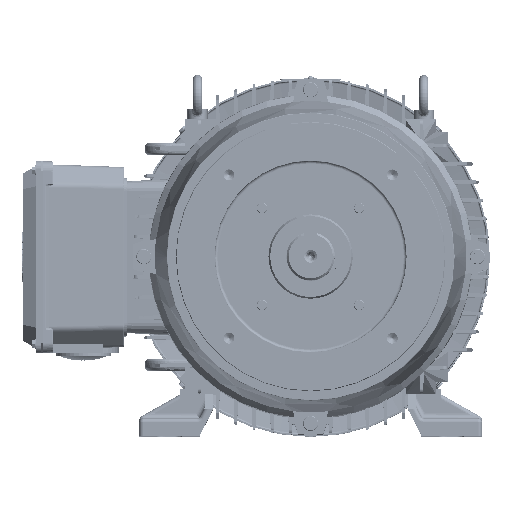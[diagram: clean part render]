
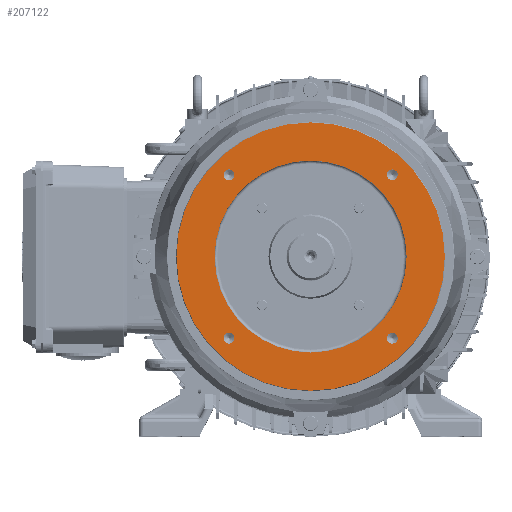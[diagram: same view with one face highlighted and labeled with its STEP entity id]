
A CAD part, top view. The second image highlights one B-rep face of the part: STEP entity #207122.
In plain terms, the highlighted planar face has unit normal (0, 0, 1).
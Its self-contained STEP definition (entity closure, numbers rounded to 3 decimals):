
#471 = CARTESIAN_POINT ( 'NONE',  ( -86.18, 80.822, 15. ) ) ;
#2515 = EDGE_LOOP ( 'NONE', ( #49245, #123402 ) ) ;
#5278 = PLANE ( 'NONE',  #37663 ) ;
#6702 = CIRCLE ( 'NONE', #130797, 95. ) ;
#11766 = CIRCLE ( 'NONE', #38429, 95. ) ;
#12056 = VERTEX_POINT ( 'NONE', #42665 ) ;
#13309 = EDGE_CURVE ( 'NONE', #22958, #172499, #36051, .T. ) ;
#19616 = ORIENTED_EDGE ( 'NONE', *, *, #155264, .F. ) ;
#21785 = CARTESIAN_POINT ( 'NONE',  ( 0., 0., 15. ) ) ;
#22958 = VERTEX_POINT ( 'NONE', #124244 ) ;
#24295 = DIRECTION ( 'NONE',  ( 0., 0., -1. ) ) ;
#24366 = EDGE_CURVE ( 'NONE', #90223, #186069, #6702, .T. ) ;
#25181 = CARTESIAN_POINT ( 'NONE',  ( 0., 95., 15. ) ) ;
#26588 = ORIENTED_EDGE ( 'NONE', *, *, #193880, .F. ) ;
#28698 = DIRECTION ( 'NONE',  ( 0., 0., 1. ) ) ;
#29695 = EDGE_CURVE ( 'NONE', #71705, #118130, #75630, .T. ) ;
#30197 = CIRCLE ( 'NONE', #58689, 5.358 ) ;
#36051 = CIRCLE ( 'NONE', #36389, 5.358 ) ;
#36389 = AXIS2_PLACEMENT_3D ( 'NONE', #147037, #28698, #166785 ) ;
#37663 = AXIS2_PLACEMENT_3D ( 'NONE', #25181, #24295, #183077 ) ;
#38429 = AXIS2_PLACEMENT_3D ( 'NONE', #168919, #50690, #188775 ) ;
#41677 = DIRECTION ( 'NONE',  ( 1., 0., 0. ) ) ;
#41907 = CARTESIAN_POINT ( 'NONE',  ( 75.464, -80.822, 15. ) ) ;
#42113 = EDGE_CURVE ( 'NONE', #12056, #238640, #135196, .T. ) ;
#42665 = CARTESIAN_POINT ( 'NONE',  ( 75.464, 80.822, 15. ) ) ;
#44894 = CIRCLE ( 'NONE', #175276, 132.773 ) ;
#49245 = ORIENTED_EDGE ( 'NONE', *, *, #76497, .F. ) ;
#50690 = DIRECTION ( 'NONE',  ( 0., 0., 1. ) ) ;
#53761 = CARTESIAN_POINT ( 'NONE',  ( -80.822, 80.822, 15. ) ) ;
#58689 = AXIS2_PLACEMENT_3D ( 'NONE', #83584, #221849, #103425 ) ;
#59169 = CARTESIAN_POINT ( 'NONE',  ( 132.773, 0., 15. ) ) ;
#62443 = AXIS2_PLACEMENT_3D ( 'NONE', #215851, #97470, #235788 ) ;
#68299 = AXIS2_PLACEMENT_3D ( 'NONE', #85614, #223881, #105486 ) ;
#70145 = CARTESIAN_POINT ( 'NONE',  ( 0., 0., 15. ) ) ;
#71705 = VERTEX_POINT ( 'NONE', #41907 ) ;
#73539 = DIRECTION ( 'NONE',  ( 1., 0., 0. ) ) ;
#75630 = CIRCLE ( 'NONE', #62443, 5.358 ) ;
#76497 = EDGE_CURVE ( 'NONE', #238640, #12056, #195026, .T. ) ;
#82112 = VERTEX_POINT ( 'NONE', #59169 ) ;
#82364 = CARTESIAN_POINT ( 'NONE',  ( 80.822, 80.822, 15. ) ) ;
#83584 = CARTESIAN_POINT ( 'NONE',  ( -80.822, 80.822, 15. ) ) ;
#85614 = CARTESIAN_POINT ( 'NONE',  ( -80.822, -80.822, 15. ) ) ;
#88011 = FACE_OUTER_BOUND ( 'NONE', #90766, .T. ) ;
#89940 = DIRECTION ( 'NONE',  ( 1., 0., 0. ) ) ;
#90223 = VERTEX_POINT ( 'NONE', #214499 ) ;
#90766 = EDGE_LOOP ( 'NONE', ( #187166, #108207 ) ) ;
#91681 = VERTEX_POINT ( 'NONE', #253640 ) ;
#93000 = CARTESIAN_POINT ( 'NONE',  ( 80.822, -80.822, 15. ) ) ;
#94150 = DIRECTION ( 'NONE',  ( 0., 0., 1. ) ) ;
#94183 = FACE_BOUND ( 'NONE', #113074, .T. ) ;
#97470 = DIRECTION ( 'NONE',  ( 0., 0., 1. ) ) ;
#98682 = EDGE_CURVE ( 'NONE', #186069, #90223, #11766, .T. ) ;
#102206 = DIRECTION ( 'NONE',  ( 1., 0., 0. ) ) ;
#103425 = DIRECTION ( 'NONE',  ( 1., 0., 0. ) ) ;
#104463 = DIRECTION ( 'NONE',  ( 0., 0., 1. ) ) ;
#105486 = DIRECTION ( 'NONE',  ( 1., 0., 0. ) ) ;
#107946 = AXIS2_PLACEMENT_3D ( 'NONE', #53761, #191828, #73539 ) ;
#108207 = ORIENTED_EDGE ( 'NONE', *, *, #150650, .T. ) ;
#108635 = EDGE_CURVE ( 'NONE', #172499, #22958, #115739, .T. ) ;
#109961 = ORIENTED_EDGE ( 'NONE', *, *, #182395, .F. ) ;
#112858 = DIRECTION ( 'NONE',  ( 1., 0., 0. ) ) ;
#113074 = EDGE_LOOP ( 'NONE', ( #109961, #19616 ) ) ;
#115739 = CIRCLE ( 'NONE', #68299, 5.358 ) ;
#118130 = VERTEX_POINT ( 'NONE', #253912 ) ;
#119716 = AXIS2_PLACEMENT_3D ( 'NONE', #93000, #231264, #112858 ) ;
#120915 = CIRCLE ( 'NONE', #119716, 5.358 ) ;
#123402 = ORIENTED_EDGE ( 'NONE', *, *, #42113, .F. ) ;
#124244 = CARTESIAN_POINT ( 'NONE',  ( -86.18, -80.822, 15. ) ) ;
#130797 = AXIS2_PLACEMENT_3D ( 'NONE', #222878, #104463, #242859 ) ;
#131828 = ORIENTED_EDGE ( 'NONE', *, *, #13309, .F. ) ;
#132012 = VERTEX_POINT ( 'NONE', #223025 ) ;
#133365 = EDGE_CURVE ( 'NONE', #132012, #82112, #44894, .T. ) ;
#135196 = CIRCLE ( 'NONE', #163060, 5.358 ) ;
#137964 = ORIENTED_EDGE ( 'NONE', *, *, #24366, .F. ) ;
#140653 = FACE_BOUND ( 'NONE', #206598, .T. ) ;
#140992 = VERTEX_POINT ( 'NONE', #471 ) ;
#143600 = AXIS2_PLACEMENT_3D ( 'NONE', #70145, #208274, #89940 ) ;
#147037 = CARTESIAN_POINT ( 'NONE',  ( -80.822, -80.822, 15. ) ) ;
#150650 = EDGE_CURVE ( 'NONE', #82112, #132012, #223380, .T. ) ;
#155264 = EDGE_CURVE ( 'NONE', #140992, #91681, #187953, .T. ) ;
#156618 = CARTESIAN_POINT ( 'NONE',  ( -75.464, -80.822, 15. ) ) ;
#159869 = DIRECTION ( 'NONE',  ( 0., 0., 1. ) ) ;
#160991 = AXIS2_PLACEMENT_3D ( 'NONE', #82364, #220600, #102206 ) ;
#163060 = AXIS2_PLACEMENT_3D ( 'NONE', #212567, #94150, #232468 ) ;
#166785 = DIRECTION ( 'NONE',  ( 1., 0., 0. ) ) ;
#167367 = EDGE_LOOP ( 'NONE', ( #200473, #131828 ) ) ;
#168919 = CARTESIAN_POINT ( 'NONE',  ( 0., 0., 15. ) ) ;
#172499 = VERTEX_POINT ( 'NONE', #156618 ) ;
#175276 = AXIS2_PLACEMENT_3D ( 'NONE', #21785, #159869, #41677 ) ;
#182395 = EDGE_CURVE ( 'NONE', #91681, #140992, #30197, .T. ) ;
#183077 = DIRECTION ( 'NONE',  ( -1., 0., 0. ) ) ;
#186069 = VERTEX_POINT ( 'NONE', #229424 ) ;
#187166 = ORIENTED_EDGE ( 'NONE', *, *, #133365, .T. ) ;
#187953 = CIRCLE ( 'NONE', #107946, 5.358 ) ;
#188775 = DIRECTION ( 'NONE',  ( 1., 0., 0. ) ) ;
#191828 = DIRECTION ( 'NONE',  ( 0., 0., 1. ) ) ;
#193254 = EDGE_LOOP ( 'NONE', ( #26588, #235930 ) ) ;
#193880 = EDGE_CURVE ( 'NONE', #118130, #71705, #120915, .T. ) ;
#195026 = CIRCLE ( 'NONE', #160991, 5.358 ) ;
#200473 = ORIENTED_EDGE ( 'NONE', *, *, #108635, .F. ) ;
#205484 = FACE_BOUND ( 'NONE', #193254, .T. ) ;
#206598 = EDGE_LOOP ( 'NONE', ( #242469, #137964 ) ) ;
#207122 = ADVANCED_FACE ( 'NONE', ( #205484, #245865, #94183, #252060, #140653, #88011 ), #5278, .F. ) ;
#208274 = DIRECTION ( 'NONE',  ( 0., 0., 1. ) ) ;
#212567 = CARTESIAN_POINT ( 'NONE',  ( 80.822, 80.822, 15. ) ) ;
#214499 = CARTESIAN_POINT ( 'NONE',  ( -95., 0., 15. ) ) ;
#215851 = CARTESIAN_POINT ( 'NONE',  ( 80.822, -80.822, 15. ) ) ;
#220600 = DIRECTION ( 'NONE',  ( 0., 0., 1. ) ) ;
#221849 = DIRECTION ( 'NONE',  ( 0., 0., 1. ) ) ;
#222878 = CARTESIAN_POINT ( 'NONE',  ( 0., 0., 15. ) ) ;
#223025 = CARTESIAN_POINT ( 'NONE',  ( -132.773, 0., 15. ) ) ;
#223380 = CIRCLE ( 'NONE', #143600, 132.773 ) ;
#223881 = DIRECTION ( 'NONE',  ( 0., 0., 1. ) ) ;
#226939 = CARTESIAN_POINT ( 'NONE',  ( 86.18, 80.822, 15. ) ) ;
#229424 = CARTESIAN_POINT ( 'NONE',  ( 95., 0., 15. ) ) ;
#231264 = DIRECTION ( 'NONE',  ( 0., 0., 1. ) ) ;
#232468 = DIRECTION ( 'NONE',  ( 1., 0., 0. ) ) ;
#235788 = DIRECTION ( 'NONE',  ( 1., 0., 0. ) ) ;
#235930 = ORIENTED_EDGE ( 'NONE', *, *, #29695, .F. ) ;
#238640 = VERTEX_POINT ( 'NONE', #226939 ) ;
#242469 = ORIENTED_EDGE ( 'NONE', *, *, #98682, .F. ) ;
#242859 = DIRECTION ( 'NONE',  ( 1., 0., 0. ) ) ;
#245865 = FACE_BOUND ( 'NONE', #167367, .T. ) ;
#252060 = FACE_BOUND ( 'NONE', #2515, .T. ) ;
#253640 = CARTESIAN_POINT ( 'NONE',  ( -75.464, 80.822, 15. ) ) ;
#253912 = CARTESIAN_POINT ( 'NONE',  ( 86.18, -80.822, 15. ) ) ;
